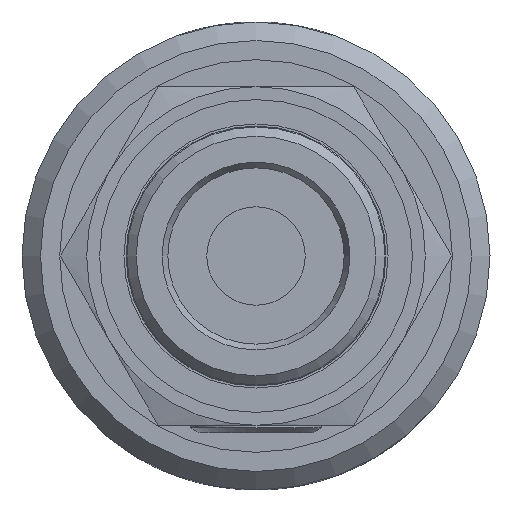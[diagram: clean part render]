
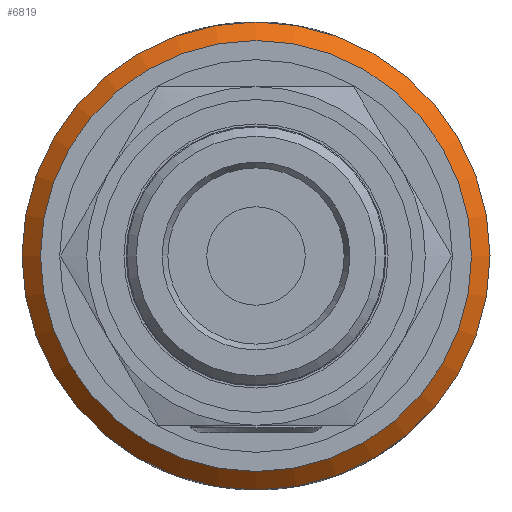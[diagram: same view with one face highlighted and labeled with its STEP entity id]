
A CAD part, left-side view. The second image highlights one B-rep face of the part: STEP entity #6819.
In plain terms, the highlighted conical face has half-angle 45 degrees and reference radius 36.5 mm.
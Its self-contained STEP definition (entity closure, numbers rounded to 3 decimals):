
#69=CONICAL_SURFACE('',#7468,36.5,0.785);
#708=LINE('',#15505,#1112);
#1112=VECTOR('',#9100,36.5);
#1386=CIRCLE('',#7260,38.);
#1491=CIRCLE('',#7464,35.);
#2047=FACE_OUTER_BOUND('',#2491,.T.);
#2491=EDGE_LOOP('',(#6307,#6308,#6309,#6310));
#3231=VERTEX_POINT('',#14827);
#3378=VERTEX_POINT('',#15496);
#4135=EDGE_CURVE('',#3231,#3231,#1386,.T.);
#4356=EDGE_CURVE('',#3378,#3378,#1491,.T.);
#4360=EDGE_CURVE('',#3231,#3378,#708,.T.);
#6307=ORIENTED_EDGE('',*,*,#4135,.T.);
#6308=ORIENTED_EDGE('',*,*,#4360,.T.);
#6309=ORIENTED_EDGE('',*,*,#4356,.T.);
#6310=ORIENTED_EDGE('',*,*,#4360,.F.);
#6819=ADVANCED_FACE('',(#2047),#69,.T.);
#7260=AXIS2_PLACEMENT_3D('',#14829,#8594,#8595);
#7464=AXIS2_PLACEMENT_3D('',#15497,#9087,#9088);
#7468=AXIS2_PLACEMENT_3D('',#15504,#9098,#9099);
#8594=DIRECTION('center_axis',(-1.,0.,0.));
#8595=DIRECTION('ref_axis',(0.,-1.,0.));
#9087=DIRECTION('center_axis',(1.,0.,0.));
#9088=DIRECTION('ref_axis',(0.,-1.,0.));
#9098=DIRECTION('center_axis',(1.,0.,0.));
#9099=DIRECTION('ref_axis',(0.,-1.,0.));
#9100=DIRECTION('',(-0.707,-0.707,0.));
#14827=CARTESIAN_POINT('',(3.,38.,0.));
#14829=CARTESIAN_POINT('Origin',(3.,0.,0.));
#15496=CARTESIAN_POINT('',(0.,35.,0.));
#15497=CARTESIAN_POINT('Origin',(0.,0.,0.));
#15504=CARTESIAN_POINT('Origin',(1.5,0.,0.));
#15505=CARTESIAN_POINT('',(1.5,36.5,0.));
